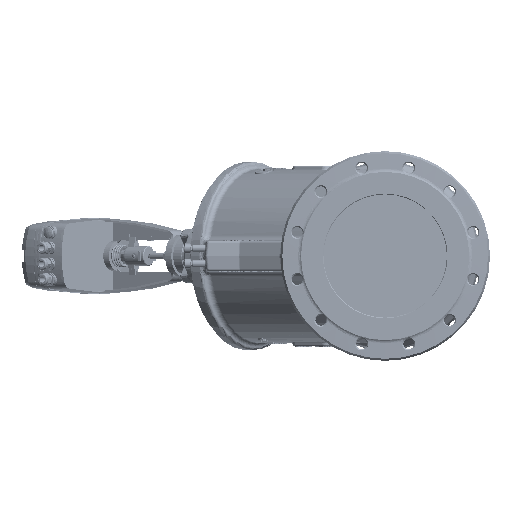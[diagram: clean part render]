
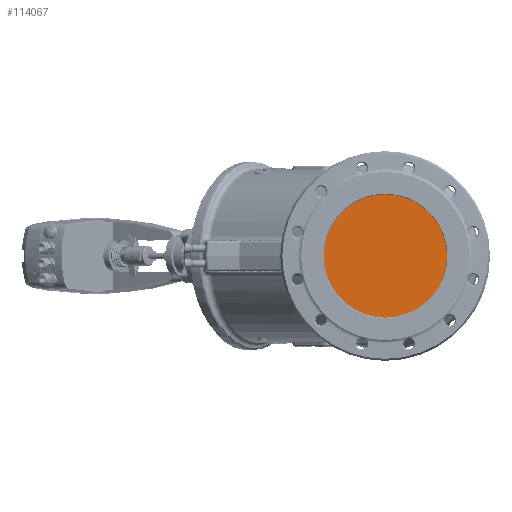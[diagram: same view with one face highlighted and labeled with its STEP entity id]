
A CAD part, left-side view. The second image highlights one B-rep face of the part: STEP entity #114067.
In plain terms, the highlighted planar face has unit normal (-1, 0, 0).
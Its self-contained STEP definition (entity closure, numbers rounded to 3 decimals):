
#26493 = CIRCLE ( 'NONE', #126156, 100. ) ;
#31030 = DIRECTION ( 'NONE',  ( 0., 0., 1. ) ) ;
#32395 = VERTEX_POINT ( 'NONE', #140777 ) ;
#39491 = EDGE_CURVE ( 'NONE', #32395, #45053, #98520, .T. ) ;
#40878 = EDGE_LOOP ( 'NONE', ( #157632, #89696 ) ) ;
#43030 = CARTESIAN_POINT ( 'NONE',  ( 1., 0., 0. ) ) ;
#45053 = VERTEX_POINT ( 'NONE', #55867 ) ;
#55867 = CARTESIAN_POINT ( 'NONE',  ( 1., 0., -100. ) ) ;
#60163 = AXIS2_PLACEMENT_3D ( 'NONE', #90987, #142226, #130201 ) ;
#65674 = DIRECTION ( 'NONE',  ( -1., 0., 0. ) ) ;
#89696 = ORIENTED_EDGE ( 'NONE', *, *, #112083, .T. ) ;
#90987 = CARTESIAN_POINT ( 'NONE',  ( 1., 0., 0. ) ) ;
#98520 = CIRCLE ( 'NONE', #60163, 100. ) ;
#103822 = FACE_OUTER_BOUND ( 'NONE', #40878, .T. ) ;
#112083 = EDGE_CURVE ( 'NONE', #45053, #32395, #26493, .T. ) ;
#114067 = ADVANCED_FACE ( 'NONE', ( #103822 ), #141444, .T. ) ;
#125673 = CARTESIAN_POINT ( 'NONE',  ( 1., 0., 0. ) ) ;
#126156 = AXIS2_PLACEMENT_3D ( 'NONE', #125673, #65674, #151266 ) ;
#129015 = AXIS2_PLACEMENT_3D ( 'NONE', #43030, #129447, #31030 ) ;
#129447 = DIRECTION ( 'NONE',  ( -1., 0., 0. ) ) ;
#130201 = DIRECTION ( 'NONE',  ( 0., 0., 1. ) ) ;
#140777 = CARTESIAN_POINT ( 'NONE',  ( 1., 0., 100. ) ) ;
#141444 = PLANE ( 'NONE',  #129015 ) ;
#142226 = DIRECTION ( 'NONE',  ( -1., 0., 0. ) ) ;
#151266 = DIRECTION ( 'NONE',  ( 0., 0., 1. ) ) ;
#157632 = ORIENTED_EDGE ( 'NONE', *, *, #39491, .T. ) ;
